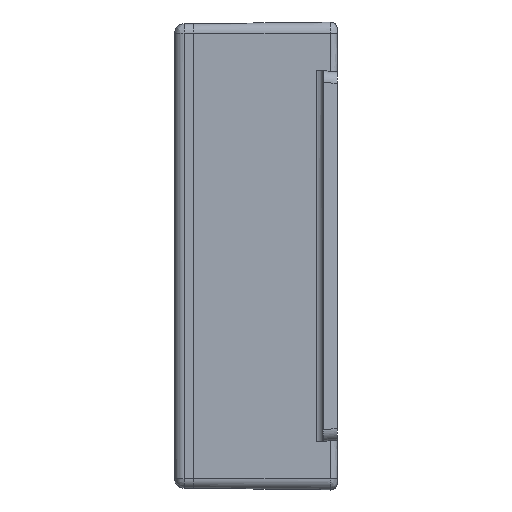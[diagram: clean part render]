
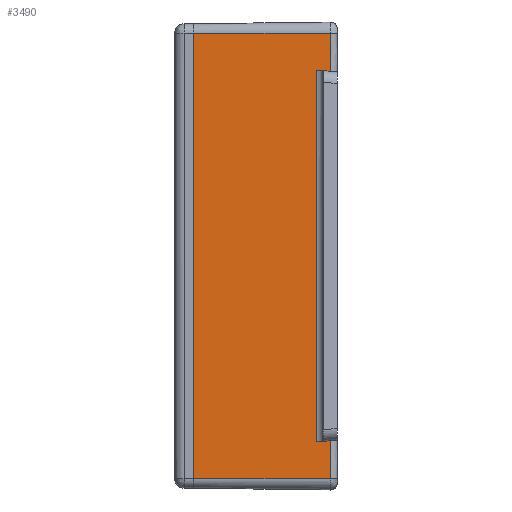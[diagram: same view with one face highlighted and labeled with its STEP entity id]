
A CAD part, left-side view. The second image highlights one B-rep face of the part: STEP entity #3490.
In plain terms, the highlighted planar face has unit normal (-1, 0.013, 0).
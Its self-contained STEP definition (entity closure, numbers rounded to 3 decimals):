
#105 = EDGE_CURVE ( 'NONE', #6798, #3014, #12748, .T. ) ;
#228 = VECTOR ( 'NONE', #14451, 1000. ) ;
#400 = ORIENTED_EDGE ( 'NONE', *, *, #4183, .T. ) ;
#542 = VERTEX_POINT ( 'NONE', #15545 ) ;
#611 = ORIENTED_EDGE ( 'NONE', *, *, #8884, .T. ) ;
#1846 = DIRECTION ( 'NONE',  ( 0.013, 1., 0. ) ) ;
#2321 = VERTEX_POINT ( 'NONE', #4140 ) ;
#2363 = VECTOR ( 'NONE', #5573, 1000. ) ;
#2503 = LINE ( 'NONE', #10199, #12060 ) ;
#3014 = VERTEX_POINT ( 'NONE', #12982 ) ;
#3083 = CARTESIAN_POINT ( 'NONE',  ( -60., 30.9, -48.006 ) ) ;
#3180 = VECTOR ( 'NONE', #13455, 1000. ) ;
#3191 = VECTOR ( 'NONE', #14536, 1000. ) ;
#3316 = VECTOR ( 'NONE', #1846, 1000. ) ;
#3325 = CARTESIAN_POINT ( 'NONE',  ( -60.345, 4.579, -48.006 ) ) ;
#3373 = LINE ( 'NONE', #3325, #12927 ) ;
#3490 = ADVANCED_FACE ( 'NONE', ( #8649 ), #15233, .T. ) ;
#3600 = LINE ( 'NONE', #10952, #3191 ) ;
#3993 = VERTEX_POINT ( 'NONE', #13873 ) ;
#4140 = CARTESIAN_POINT ( 'NONE',  ( -60.385, 1.52, -39.759 ) ) ;
#4183 = EDGE_CURVE ( 'NONE', #6798, #9096, #12874, .T. ) ;
#4325 = EDGE_CURVE ( 'NONE', #4482, #3993, #3373, .T. ) ;
#4482 = VERTEX_POINT ( 'NONE', #6657 ) ;
#4598 = DIRECTION ( 'NONE',  ( 0., 0., 1. ) ) ;
#5269 = ORIENTED_EDGE ( 'NONE', *, *, #8066, .F. ) ;
#5295 = DIRECTION ( 'NONE',  ( -1., 0.013, 0. ) ) ;
#5501 = EDGE_CURVE ( 'NONE', #10011, #542, #11516, .T. ) ;
#5573 = DIRECTION ( 'NONE',  ( -0.013, -1., 0. ) ) ;
#5746 = CARTESIAN_POINT ( 'NONE',  ( -60.345, 4.579, -40.026 ) ) ;
#6068 = LINE ( 'NONE', #6644, #12688 ) ;
#6644 = CARTESIAN_POINT ( 'NONE',  ( -60.385, 1.52, 39.888 ) ) ;
#6657 = CARTESIAN_POINT ( 'NONE',  ( -60.345, 4.579, -40.026 ) ) ;
#6798 = VERTEX_POINT ( 'NONE', #14081 ) ;
#6832 = LINE ( 'NONE', #5746, #228 ) ;
#7068 = CARTESIAN_POINT ( 'NONE',  ( -60., 30.9, 48.006 ) ) ;
#7322 = EDGE_LOOP ( 'NONE', ( #400, #611, #7803, #5269, #14313, #11221, #7549, #10797 ) ) ;
#7549 = ORIENTED_EDGE ( 'NONE', *, *, #14366, .F. ) ;
#7803 = ORIENTED_EDGE ( 'NONE', *, *, #5501, .T. ) ;
#8066 = EDGE_CURVE ( 'NONE', #2321, #542, #6068, .T. ) ;
#8649 = FACE_OUTER_BOUND ( 'NONE', #7322, .T. ) ;
#8884 = EDGE_CURVE ( 'NONE', #9096, #10011, #2503, .T. ) ;
#9096 = VERTEX_POINT ( 'NONE', #7068 ) ;
#9328 = CARTESIAN_POINT ( 'NONE',  ( -60., 30.9, 48.006 ) ) ;
#10011 = VERTEX_POINT ( 'NONE', #11457 ) ;
#10199 = CARTESIAN_POINT ( 'NONE',  ( -60., 30.9, -48.006 ) ) ;
#10797 = ORIENTED_EDGE ( 'NONE', *, *, #105, .F. ) ;
#10952 = CARTESIAN_POINT ( 'NONE',  ( -60.385, 1.52, 39.759 ) ) ;
#10953 = CARTESIAN_POINT ( 'NONE',  ( -60.385, 1.52, 39.888 ) ) ;
#11221 = ORIENTED_EDGE ( 'NONE', *, *, #4325, .T. ) ;
#11457 = CARTESIAN_POINT ( 'NONE',  ( -60., 30.9, -48.006 ) ) ;
#11516 = LINE ( 'NONE', #3083, #2363 ) ;
#11623 = EDGE_CURVE ( 'NONE', #4482, #2321, #6832, .T. ) ;
#12060 = VECTOR ( 'NONE', #13969, 1000. ) ;
#12688 = VECTOR ( 'NONE', #15378, 1000. ) ;
#12744 = CARTESIAN_POINT ( 'NONE',  ( -60., 30.9, -48.006 ) ) ;
#12748 = LINE ( 'NONE', #10953, #3180 ) ;
#12874 = LINE ( 'NONE', #9328, #3316 ) ;
#12927 = VECTOR ( 'NONE', #4598, 1000. ) ;
#12982 = CARTESIAN_POINT ( 'NONE',  ( -60.385, 1.52, 39.759 ) ) ;
#13455 = DIRECTION ( 'NONE',  ( 0., 0., -1. ) ) ;
#13873 = CARTESIAN_POINT ( 'NONE',  ( -60.345, 4.579, 40.026 ) ) ;
#13969 = DIRECTION ( 'NONE',  ( 0., 0., -1. ) ) ;
#14014 = DIRECTION ( 'NONE',  ( -0.013, -1., 0. ) ) ;
#14081 = CARTESIAN_POINT ( 'NONE',  ( -60.385, 1.52, 48.006 ) ) ;
#14313 = ORIENTED_EDGE ( 'NONE', *, *, #11623, .F. ) ;
#14366 = EDGE_CURVE ( 'NONE', #3014, #3993, #3600, .T. ) ;
#14451 = DIRECTION ( 'NONE',  ( -0.013, -0.996, 0.087 ) ) ;
#14536 = DIRECTION ( 'NONE',  ( 0.013, 0.996, 0.087 ) ) ;
#15233 = PLANE ( 'NONE',  #15571 ) ;
#15378 = DIRECTION ( 'NONE',  ( 0., 0., -1. ) ) ;
#15545 = CARTESIAN_POINT ( 'NONE',  ( -60.385, 1.52, -48.006 ) ) ;
#15571 = AXIS2_PLACEMENT_3D ( 'NONE', #12744, #5295, #14014 ) ;
